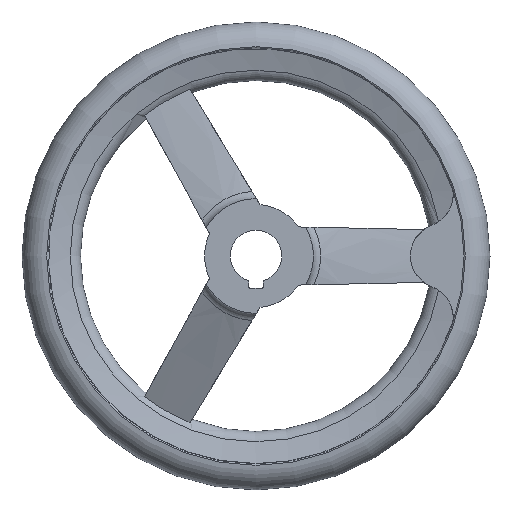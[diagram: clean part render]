
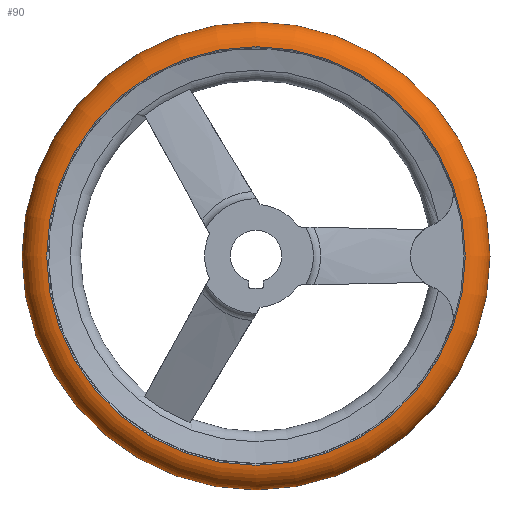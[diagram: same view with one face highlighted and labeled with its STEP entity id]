
A CAD part, front view. The second image highlights one B-rep face of the part: STEP entity #90.
In plain terms, the highlighted toroidal (fillet/blend) face has major radius 89 mm and minor radius 11 mm.
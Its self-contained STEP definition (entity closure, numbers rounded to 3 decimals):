
#90 = ADVANCED_FACE( '', ( #225, #226, #227 ), #228, .T. );
#225 = FACE_BOUND( '', #413, .T. );
#226 = FACE_OUTER_BOUND( '', #414, .T. );
#227 = FACE_OUTER_BOUND( '', #415, .T. );
#228 = TOROIDAL_SURFACE( '', #416, 89., 11. );
#413 = VERTEX_LOOP( '', #633 );
#414 = EDGE_LOOP( '', ( #634 ) );
#415 = EDGE_LOOP( '', ( #635 ) );
#416 = AXIS2_PLACEMENT_3D( '', #636, #637, #638 );
#633 = VERTEX_POINT( '', #1152 );
#634 = ORIENTED_EDGE( '', *, *, #1153, .T. );
#635 = ORIENTED_EDGE( '', *, *, #1154, .F. );
#636 = CARTESIAN_POINT( '', ( 0., 34., 0. ) );
#637 = DIRECTION( '', ( 0., -1., 0. ) );
#638 = DIRECTION( '', ( 0., 0., -1. ) );
#1152 = CARTESIAN_POINT( '', ( 0., 34., -100. ) );
#1153 = EDGE_CURVE( '', #1393, #1393, #1394, .T. );
#1154 = EDGE_CURVE( '', #1395, #1395, #1396, .T. );
#1393 = VERTEX_POINT( '', #1742 );
#1394 = CIRCLE( '', #1743, 89.458 );
#1395 = VERTEX_POINT( '', #1744 );
#1396 = CIRCLE( '', #1745, 89.458 );
#1742 = CARTESIAN_POINT( '', ( 0., 44.99, -89.458 ) );
#1743 = AXIS2_PLACEMENT_3D( '', #2610, #2611, #2612 );
#1744 = CARTESIAN_POINT( '', ( 0., 23.01, -89.458 ) );
#1745 = AXIS2_PLACEMENT_3D( '', #2613, #2614, #2615 );
#2610 = CARTESIAN_POINT( '', ( 0., 44.99, 0. ) );
#2611 = DIRECTION( '', ( 0., -1., 0. ) );
#2612 = DIRECTION( '', ( 0., 0., -1. ) );
#2613 = CARTESIAN_POINT( '', ( 0., 23.01, 0. ) );
#2614 = DIRECTION( '', ( 0., -1., 0. ) );
#2615 = DIRECTION( '', ( 0., 0., -1. ) );
